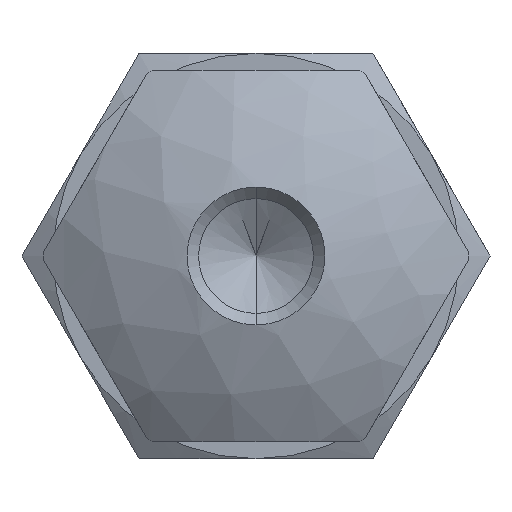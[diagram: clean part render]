
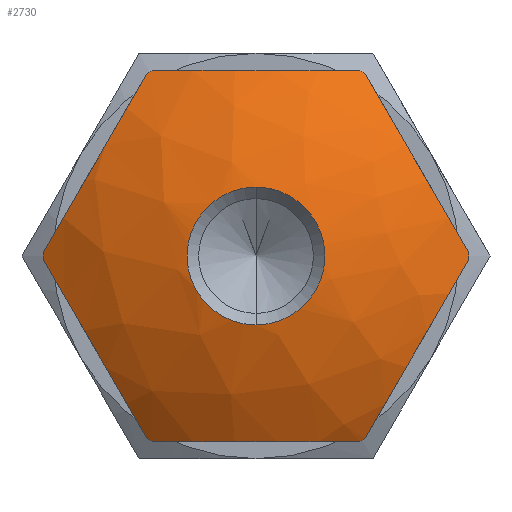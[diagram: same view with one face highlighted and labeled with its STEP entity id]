
A CAD part, front view. The second image highlights one B-rep face of the part: STEP entity #2730.
In plain terms, the highlighted spherical face has radius 20 mm.
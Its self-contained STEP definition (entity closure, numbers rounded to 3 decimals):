
#39 = ORIENTED_EDGE ( 'NONE', *, *, #874, .T. ) ;
#46 = EDGE_LOOP ( 'NONE', ( #596, #546, #2341, #3089, #1637, #1514, #1629, #1659, #345, #889, #431, #423 ) ) ;
#119 = CARTESIAN_POINT ( 'NONE',  ( 12.599, -12.936, 0.178 ) ) ;
#148 = EDGE_CURVE ( 'NONE', #2392, #913, #453, .T. ) ;
#169 = VERTEX_POINT ( 'NONE', #1041 ) ;
#179 = DIRECTION ( 'NONE',  ( 0., -1., 0. ) ) ;
#182 = AXIS2_PLACEMENT_3D ( 'NONE', #862, #843, #830 ) ;
#185 = DIRECTION ( 'NONE',  ( 0., 0., -1. ) ) ;
#201 = EDGE_CURVE ( 'NONE', #512, #561, #1202, .T. ) ;
#208 = CARTESIAN_POINT ( 'NONE',  ( -6.454, -12.936, -10.822 ) ) ;
#215 = CIRCLE ( 'NONE', #2856, 16.703 ) ;
#225 = CARTESIAN_POINT ( 'NONE',  ( 0., 2.596, -11. ) ) ;
#236 = CARTESIAN_POINT ( 'NONE',  ( 12.599, -12.936, -0.178 ) ) ;
#255 = DIRECTION ( 'NONE',  ( -0.5, 0., -0.866 ) ) ;
#263 = CARTESIAN_POINT ( 'NONE',  ( 0., -16.983, 4.083 ) ) ;
#265 = DIRECTION ( 'NONE',  ( 0.866, 0., -0.5 ) ) ;
#283 = CARTESIAN_POINT ( 'NONE',  ( 0., -12.936, 0. ) ) ;
#284 = CARTESIAN_POINT ( 'NONE',  ( 9.526, 2.596, -5.5 ) ) ;
#316 = AXIS2_PLACEMENT_3D ( 'NONE', #1206, #2867, #1456 ) ;
#328 = CIRCLE ( 'NONE', #1635, 16.703 ) ;
#345 = ORIENTED_EDGE ( 'NONE', *, *, #2198, .F. ) ;
#358 = AXIS2_PLACEMENT_3D ( 'NONE', #2326, #867, #2563 ) ;
#369 = CARTESIAN_POINT ( 'NONE',  ( -9.526, 2.596, 5.5 ) ) ;
#418 = CIRCLE ( 'NONE', #316, 12.6 ) ;
#423 = ORIENTED_EDGE ( 'NONE', *, *, #2328, .T. ) ;
#431 = ORIENTED_EDGE ( 'NONE', *, *, #148, .F. ) ;
#453 = CIRCLE ( 'NONE', #182, 16.703 ) ;
#467 = VERTEX_POINT ( 'NONE', #933 ) ;
#474 = DIRECTION ( 'NONE',  ( -1., 0., 0. ) ) ;
#478 = EDGE_CURVE ( 'NONE', #741, #644, #215, .T. ) ;
#509 = CARTESIAN_POINT ( 'NONE',  ( 6.145, -12.936, 11. ) ) ;
#512 = VERTEX_POINT ( 'NONE', #236 ) ;
#546 = ORIENTED_EDGE ( 'NONE', *, *, #3015, .T. ) ;
#556 = DIRECTION ( 'NONE',  ( 0., 0., -1. ) ) ;
#561 = VERTEX_POINT ( 'NONE', #2006 ) ;
#595 = FACE_OUTER_BOUND ( 'NONE', #46, .T. ) ;
#596 = ORIENTED_EDGE ( 'NONE', *, *, #1837, .F. ) ;
#637 = DIRECTION ( 'NONE',  ( 0.5, 0., 0.866 ) ) ;
#642 = AXIS2_PLACEMENT_3D ( 'NONE', #1398, #3035, #1626 ) ;
#644 = VERTEX_POINT ( 'NONE', #509 ) ;
#689 = DIRECTION ( 'NONE',  ( 0., -1., 0. ) ) ;
#698 = CARTESIAN_POINT ( 'NONE',  ( 0., -16.983, -4.083 ) ) ;
#703 = DIRECTION ( 'NONE',  ( 0., 0., 1. ) ) ;
#720 = CARTESIAN_POINT ( 'NONE',  ( 0., 2.596, 11. ) ) ;
#741 = VERTEX_POINT ( 'NONE', #2504 ) ;
#747 = EDGE_CURVE ( 'NONE', #789, #913, #1039, .T. ) ;
#789 = VERTEX_POINT ( 'NONE', #1539 ) ;
#814 = AXIS2_PLACEMENT_3D ( 'NONE', #1417, #3051, #1644 ) ;
#830 = DIRECTION ( 'NONE',  ( -0.5, 0., 0.866 ) ) ;
#843 = DIRECTION ( 'NONE',  ( -0.866, 0., -0.5 ) ) ;
#852 = CARTESIAN_POINT ( 'NONE',  ( 0., 2.596, 0. ) ) ;
#862 = CARTESIAN_POINT ( 'NONE',  ( -9.526, 2.596, -5.5 ) ) ;
#866 = VERTEX_POINT ( 'NONE', #2104 ) ;
#867 = DIRECTION ( 'NONE',  ( 0., -1., 0. ) ) ;
#868 = DIRECTION ( 'NONE',  ( 0.752, -0.623, 0.217 ) ) ;
#874 = EDGE_CURVE ( 'NONE', #1423, #2359, #2696, .T. ) ;
#883 = AXIS2_PLACEMENT_3D ( 'NONE', #284, #265, #255 ) ;
#889 = ORIENTED_EDGE ( 'NONE', *, *, #747, .T. ) ;
#913 = VERTEX_POINT ( 'NONE', #2599 ) ;
#933 = CARTESIAN_POINT ( 'NONE',  ( -6.454, -12.936, 10.822 ) ) ;
#955 = EDGE_CURVE ( 'NONE', #2359, #1423, #1369, .T. ) ;
#1012 = CIRCLE ( 'NONE', #1953, 16.703 ) ;
#1039 = CIRCLE ( 'NONE', #2119, 12.6 ) ;
#1041 = CARTESIAN_POINT ( 'NONE',  ( 6.454, -12.936, 10.822 ) ) ;
#1064 = EDGE_CURVE ( 'NONE', #169, #644, #1688, .T. ) ;
#1081 = CARTESIAN_POINT ( 'NONE',  ( 0., -12.936, 0. ) ) ;
#1094 = EDGE_LOOP ( 'NONE', ( #2389, #39 ) ) ;
#1125 = AXIS2_PLACEMENT_3D ( 'NONE', #369, #2101, #637 ) ;
#1187 = AXIS2_PLACEMENT_3D ( 'NONE', #852, #868, #2565 ) ;
#1199 = CIRCLE ( 'NONE', #2970, 12.6 ) ;
#1202 = CIRCLE ( 'NONE', #883, 16.703 ) ;
#1206 = CARTESIAN_POINT ( 'NONE',  ( 0., -12.936, 0. ) ) ;
#1341 = DIRECTION ( 'NONE',  ( 0., 0., -1. ) ) ;
#1369 = CIRCLE ( 'NONE', #814, 4.083 ) ;
#1398 = CARTESIAN_POINT ( 'NONE',  ( 0., -16.983, 0. ) ) ;
#1417 = CARTESIAN_POINT ( 'NONE',  ( 0., -16.983, 0. ) ) ;
#1423 = VERTEX_POINT ( 'NONE', #263 ) ;
#1456 = DIRECTION ( 'NONE',  ( 0., 0., -1. ) ) ;
#1485 = CARTESIAN_POINT ( 'NONE',  ( 9.526, 2.596, 5.5 ) ) ;
#1514 = ORIENTED_EDGE ( 'NONE', *, *, #1064, .T. ) ;
#1539 = CARTESIAN_POINT ( 'NONE',  ( -12.599, -12.936, 0.178 ) ) ;
#1626 = DIRECTION ( 'NONE',  ( 0., 0., -1. ) ) ;
#1629 = ORIENTED_EDGE ( 'NONE', *, *, #478, .F. ) ;
#1635 = AXIS2_PLACEMENT_3D ( 'NONE', #225, #1960, #474 ) ;
#1637 = ORIENTED_EDGE ( 'NONE', *, *, #1881, .F. ) ;
#1644 = DIRECTION ( 'NONE',  ( 0., 0., -1. ) ) ;
#1659 = ORIENTED_EDGE ( 'NONE', *, *, #1767, .T. ) ;
#1674 = CARTESIAN_POINT ( 'NONE',  ( 0., -12.936, 0. ) ) ;
#1680 = DIRECTION ( 'NONE',  ( 0., -1., 0. ) ) ;
#1688 = CIRCLE ( 'NONE', #2115, 12.6 ) ;
#1731 = DIRECTION ( 'NONE',  ( 0.5, 0., -0.866 ) ) ;
#1767 = EDGE_CURVE ( 'NONE', #741, #467, #2143, .T. ) ;
#1795 = VERTEX_POINT ( 'NONE', #119 ) ;
#1837 = EDGE_CURVE ( 'NONE', #2671, #866, #328, .T. ) ;
#1881 = EDGE_CURVE ( 'NONE', #169, #1795, #1012, .T. ) ;
#1920 = DIRECTION ( 'NONE',  ( 0., 0., -1. ) ) ;
#1953 = AXIS2_PLACEMENT_3D ( 'NONE', #1485, #3121, #1731 ) ;
#1960 = DIRECTION ( 'NONE',  ( 0., 0., -1. ) ) ;
#2006 = CARTESIAN_POINT ( 'NONE',  ( 6.454, -12.936, -10.822 ) ) ;
#2026 = DIRECTION ( 'NONE',  ( 0., -1., 0. ) ) ;
#2101 = DIRECTION ( 'NONE',  ( -0.866, 0., 0.5 ) ) ;
#2104 = CARTESIAN_POINT ( 'NONE',  ( -6.145, -12.936, -11. ) ) ;
#2115 = AXIS2_PLACEMENT_3D ( 'NONE', #1674, #179, #1920 ) ;
#2119 = AXIS2_PLACEMENT_3D ( 'NONE', #283, #2026, #556 ) ;
#2143 = CIRCLE ( 'NONE', #358, 12.6 ) ;
#2198 = EDGE_CURVE ( 'NONE', #789, #467, #2493, .T. ) ;
#2326 = CARTESIAN_POINT ( 'NONE',  ( 0., -12.936, 0. ) ) ;
#2328 = EDGE_CURVE ( 'NONE', #2392, #866, #1199, .T. ) ;
#2341 = ORIENTED_EDGE ( 'NONE', *, *, #201, .F. ) ;
#2359 = VERTEX_POINT ( 'NONE', #698 ) ;
#2389 = ORIENTED_EDGE ( 'NONE', *, *, #955, .T. ) ;
#2392 = VERTEX_POINT ( 'NONE', #208 ) ;
#2461 = FACE_BOUND ( 'NONE', #1094, .T. ) ;
#2493 = CIRCLE ( 'NONE', #1125, 16.703 ) ;
#2504 = CARTESIAN_POINT ( 'NONE',  ( -6.145, -12.936, 11. ) ) ;
#2563 = DIRECTION ( 'NONE',  ( 0., 0., -1. ) ) ;
#2565 = DIRECTION ( 'NONE',  ( -0.561, -0.432, 0.706 ) ) ;
#2599 = CARTESIAN_POINT ( 'NONE',  ( -12.599, -12.936, -0.178 ) ) ;
#2612 = CIRCLE ( 'NONE', #2988, 12.6 ) ;
#2632 = EDGE_CURVE ( 'NONE', #1795, #512, #2612, .T. ) ;
#2671 = VERTEX_POINT ( 'NONE', #2974 ) ;
#2696 = CIRCLE ( 'NONE', #642, 4.083 ) ;
#2730 = ADVANCED_FACE ( 'NONE', ( #2461, #595 ), #2851, .T. ) ;
#2758 = DIRECTION ( 'NONE',  ( 0., 1., 0. ) ) ;
#2851 = SPHERICAL_SURFACE ( 'NONE', #1187, 20. ) ;
#2856 = AXIS2_PLACEMENT_3D ( 'NONE', #720, #703, #689 ) ;
#2867 = DIRECTION ( 'NONE',  ( 0., -1., 0. ) ) ;
#2970 = AXIS2_PLACEMENT_3D ( 'NONE', #3079, #1680, #185 ) ;
#2974 = CARTESIAN_POINT ( 'NONE',  ( 6.145, -12.936, -11. ) ) ;
#2988 = AXIS2_PLACEMENT_3D ( 'NONE', #1081, #2758, #1341 ) ;
#3015 = EDGE_CURVE ( 'NONE', #2671, #561, #418, .T. ) ;
#3035 = DIRECTION ( 'NONE',  ( 0., 1., 0. ) ) ;
#3051 = DIRECTION ( 'NONE',  ( 0., 1., 0. ) ) ;
#3079 = CARTESIAN_POINT ( 'NONE',  ( 0., -12.936, 0. ) ) ;
#3089 = ORIENTED_EDGE ( 'NONE', *, *, #2632, .F. ) ;
#3121 = DIRECTION ( 'NONE',  ( 0.866, 0., 0.5 ) ) ;
